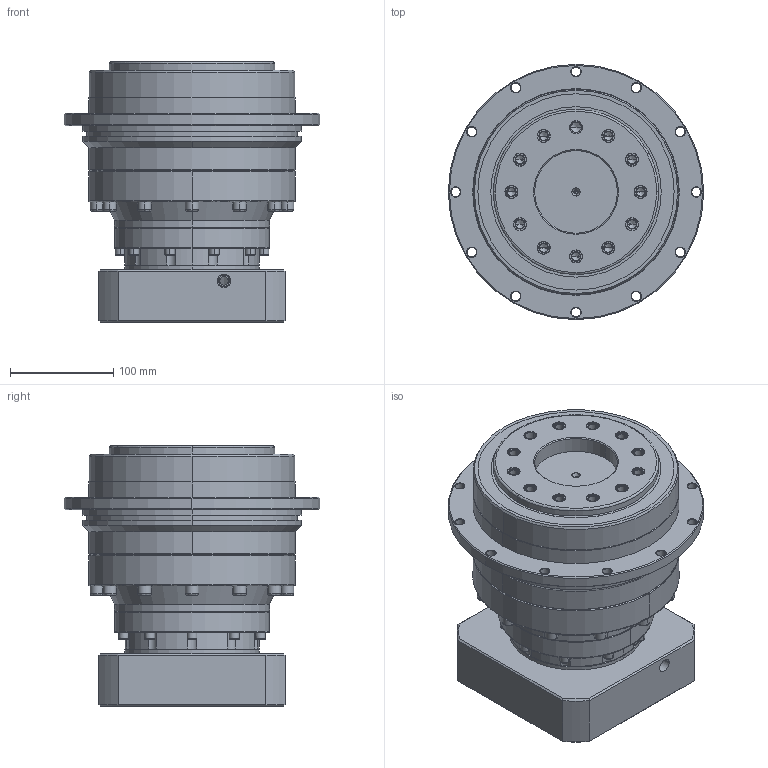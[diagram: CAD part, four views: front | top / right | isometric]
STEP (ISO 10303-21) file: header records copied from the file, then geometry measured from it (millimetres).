
FILE_DESCRIPTION (( 'STEP AP214' ), '1' );
FILE_NAME ('SD200-L2-35-114.3-200M12.STEP', '2022-02-25T00:12:32', ( 'admin' ), ( '' ), 'SwSTEP 2.0', 'SolidWorks 2013', '' );
FILE_SCHEMA (( 'AUTOMOTIVE_DESIGN' ));
Length unit declared in the file: millimetre
Products named in the file (4): PB142_X2_8F9351656CD55170_X0_; SD200_X2_4E007EA78F9351657AEF_X0_-35; SD200_X2_8F9351FA7AEF_X0_; SD200-L2-35-114.3-200M12
Assembly tree (3 placements, depth 2):
  SD200-L2-35-114.3-200M12
    SD200_X2_8F9351FA7AEF_X0_
    SD200_X2_4E007EA78F9351657AEF_X0_-35
    PB142_X2_8F9351656CD55170_X0_
Bounding box: 247 x 247 x 252 mm (x, y, z)
Volume: 6188710.8 mm3; surface area: 487863.6 mm2
Topology: 3 solids, 3 shells, 1040 faces, 2609 edges, 1599 vertices
Faces by surface type: cylinder 400, plane 298, cone 287, bspline 55
Entity records: 43941 total; most frequent: CARTESIAN_POINT 7497, DIRECTION 5468, ORIENTED_EDGE 5026, EDGE_CURVE 2513, AXIS2_PLACEMENT_3D 2112, VERTEX_POINT 1599, VECTOR 1244, LINE 1244
